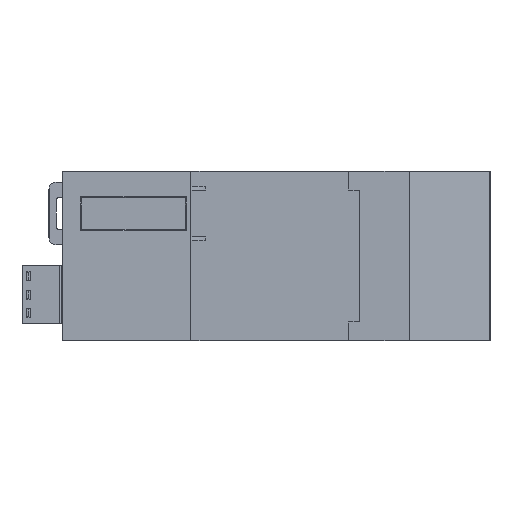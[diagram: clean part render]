
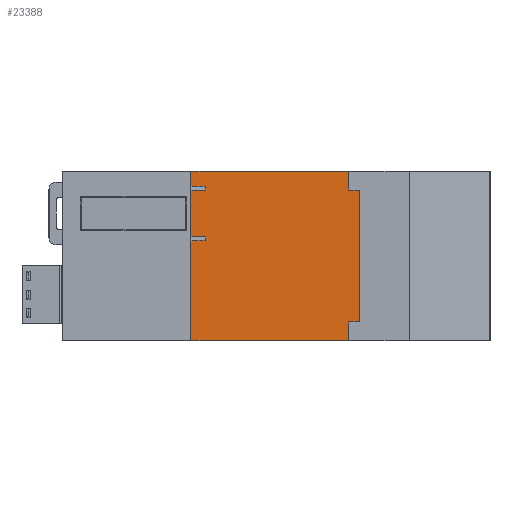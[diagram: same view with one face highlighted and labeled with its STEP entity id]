
A CAD part, front view. The second image highlights one B-rep face of the part: STEP entity #23388.
In plain terms, the highlighted planar face has unit normal (0, -1, 0).
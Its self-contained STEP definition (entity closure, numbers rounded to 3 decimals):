
#824 = EDGE_CURVE ( 'NONE', #11257, #71082, #24981, .T. ) ;
#1733 = VERTEX_POINT ( 'NONE', #55341 ) ;
#1987 = CARTESIAN_POINT ( 'NONE',  ( 27., 6.5, -17.9 ) ) ;
#3161 = DIRECTION ( 'NONE',  ( 0., 0., -1. ) ) ;
#6941 = VERTEX_POINT ( 'NONE', #1987 ) ;
#10681 = EDGE_CURVE ( 'NONE', #71082, #1733, #70159, .T. ) ;
#11035 = DIRECTION ( 'NONE',  ( 0., 0., 1. ) ) ;
#11097 = VECTOR ( 'NONE', #3161, 1000. ) ;
#11257 = VERTEX_POINT ( 'NONE', #32304 ) ;
#13776 = CARTESIAN_POINT ( 'NONE',  ( 0., 6.5, 17.9 ) ) ;
#14766 = EDGE_CURVE ( 'NONE', #11257, #6941, #26280, .T. ) ;
#15729 = DIRECTION ( 'NONE',  ( 0., 1., 0. ) ) ;
#15989 = EDGE_LOOP ( 'NONE', ( #71023, #49169, #56845, #17193 ) ) ;
#17193 = ORIENTED_EDGE ( 'NONE', *, *, #14766, .T. ) ;
#23388 = ADVANCED_FACE ( 'NONE', ( #68510 ), #30546, .F. ) ;
#24981 = LINE ( 'NONE', #13776, #56044 ) ;
#26280 = LINE ( 'NONE', #37162, #11097 ) ;
#26372 = DIRECTION ( 'NONE',  ( 0., 0., -1. ) ) ;
#30546 = PLANE ( 'NONE',  #68679 ) ;
#32304 = CARTESIAN_POINT ( 'NONE',  ( 27., 6.5, 17.9 ) ) ;
#33851 = LINE ( 'NONE', #62055, #34165 ) ;
#34165 = VECTOR ( 'NONE', #55875, 1000. ) ;
#35833 = DIRECTION ( 'NONE',  ( 1., 0., 0. ) ) ;
#37162 = CARTESIAN_POINT ( 'NONE',  ( 27., 6.5, 17.9 ) ) ;
#40669 = EDGE_CURVE ( 'NONE', #6941, #1733, #33851, .T. ) ;
#42776 = VECTOR ( 'NONE', #26372, 1000. ) ;
#49169 = ORIENTED_EDGE ( 'NONE', *, *, #10681, .F. ) ;
#55341 = CARTESIAN_POINT ( 'NONE',  ( 62.5, 6.5, -17.9 ) ) ;
#55875 = DIRECTION ( 'NONE',  ( 1., 0., 0. ) ) ;
#56044 = VECTOR ( 'NONE', #35833, 1000. ) ;
#56845 = ORIENTED_EDGE ( 'NONE', *, *, #824, .F. ) ;
#60541 = CARTESIAN_POINT ( 'NONE',  ( 0., 6.5, 17.9 ) ) ;
#62055 = CARTESIAN_POINT ( 'NONE',  ( 0., 6.5, -17.9 ) ) ;
#68510 = FACE_OUTER_BOUND ( 'NONE', #15989, .T. ) ;
#68679 = AXIS2_PLACEMENT_3D ( 'NONE', #60541, #15729, #11035 ) ;
#69412 = CARTESIAN_POINT ( 'NONE',  ( 62.5, 6.5, 17.9 ) ) ;
#70159 = LINE ( 'NONE', #69412, #42776 ) ;
#70606 = CARTESIAN_POINT ( 'NONE',  ( 62.5, 6.5, 17.9 ) ) ;
#71023 = ORIENTED_EDGE ( 'NONE', *, *, #40669, .T. ) ;
#71082 = VERTEX_POINT ( 'NONE', #70606 ) ;
